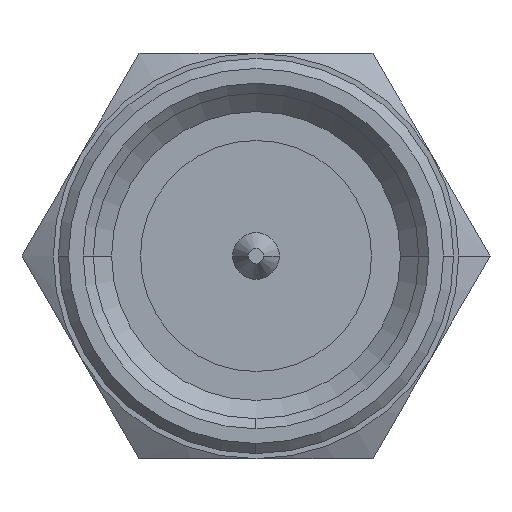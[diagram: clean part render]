
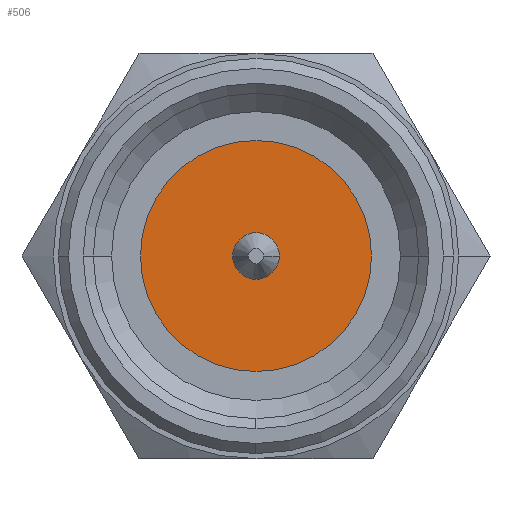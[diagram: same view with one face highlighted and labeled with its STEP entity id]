
A CAD part, left-side view. The second image highlights one B-rep face of the part: STEP entity #506.
In plain terms, the highlighted planar face has unit normal (-1, 0, 0).
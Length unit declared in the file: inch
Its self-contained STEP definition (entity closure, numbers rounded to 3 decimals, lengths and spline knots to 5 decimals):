
#2 = AXIS2_PLACEMENT_3D ( 'NONE', #263, #5471, #3281 ) ;
#263 = CARTESIAN_POINT ( 'NONE',  ( 0.12008, 0., 0. ) ) ;
#308 = DIRECTION ( 'NONE',  ( 0., -1., 0. ) ) ;
#374 = DIRECTION ( 'NONE',  ( -1., 0., 0. ) ) ;
#506 = ADVANCED_FACE ( 'NONE', ( #1075, #1208 ), #5800, .T. ) ;
#540 = ORIENTED_EDGE ( 'NONE', *, *, #618, .F. ) ;
#567 = DIRECTION ( 'NONE',  ( -1., 0., 0. ) ) ;
#618 = EDGE_CURVE ( 'NONE', #6118, #3680, #4587, .T. ) ;
#699 = CARTESIAN_POINT ( 'NONE',  ( 0.12008, -0.08976, 0. ) ) ;
#719 = ORIENTED_EDGE ( 'NONE', *, *, #5396, .F. ) ;
#990 = AXIS2_PLACEMENT_3D ( 'NONE', #6718, #2896, #2514 ) ;
#1075 = FACE_BOUND ( 'NONE', #3132, .T. ) ;
#1208 = FACE_OUTER_BOUND ( 'NONE', #3037, .T. ) ;
#1262 = CARTESIAN_POINT ( 'NONE',  ( 0.12008, 0., 0. ) ) ;
#1556 = CARTESIAN_POINT ( 'NONE',  ( 0.12008, 0.08976, 0. ) ) ;
#1588 = CARTESIAN_POINT ( 'NONE',  ( 0.12008, -0.01811, 0. ) ) ;
#1875 = CIRCLE ( 'NONE', #2425, 0.01811 ) ;
#2306 = DIRECTION ( 'NONE',  ( -1., 0., 0. ) ) ;
#2425 = AXIS2_PLACEMENT_3D ( 'NONE', #1262, #374, #2477 ) ;
#2477 = DIRECTION ( 'NONE',  ( 0., 1., 0. ) ) ;
#2514 = DIRECTION ( 'NONE',  ( 0., 1., 0. ) ) ;
#2728 = CARTESIAN_POINT ( 'NONE',  ( 0.12008, 0.01811, 0. ) ) ;
#2729 = VERTEX_POINT ( 'NONE', #2728 ) ;
#2789 = DIRECTION ( 'NONE',  ( 0., 0., 1. ) ) ;
#2896 = DIRECTION ( 'NONE',  ( 1., 0., 0. ) ) ;
#2919 = CARTESIAN_POINT ( 'NONE',  ( 0.12008, 0., 0. ) ) ;
#3023 = ORIENTED_EDGE ( 'NONE', *, *, #4760, .F. ) ;
#3037 = EDGE_LOOP ( 'NONE', ( #6372, #540 ) ) ;
#3132 = EDGE_LOOP ( 'NONE', ( #3023, #719 ) ) ;
#3265 = CARTESIAN_POINT ( 'NONE',  ( 0.12008, 0., 0. ) ) ;
#3281 = DIRECTION ( 'NONE',  ( 0., 1., 0. ) ) ;
#3680 = VERTEX_POINT ( 'NONE', #699 ) ;
#4046 = CIRCLE ( 'NONE', #4155, 0.01811 ) ;
#4155 = AXIS2_PLACEMENT_3D ( 'NONE', #2919, #2306, #308 ) ;
#4587 = CIRCLE ( 'NONE', #990, 0.08976 ) ;
#4699 = VERTEX_POINT ( 'NONE', #1588 ) ;
#4760 = EDGE_CURVE ( 'NONE', #4699, #2729, #4046, .T. ) ;
#5067 = EDGE_CURVE ( 'NONE', #6118, #3680, #6007, .T. ) ;
#5396 = EDGE_CURVE ( 'NONE', #2729, #4699, #1875, .T. ) ;
#5471 = DIRECTION ( 'NONE',  ( -1., 0., 0. ) ) ;
#5800 = PLANE ( 'NONE',  #6677 ) ;
#6007 = CIRCLE ( 'NONE', #2, 0.08976 ) ;
#6118 = VERTEX_POINT ( 'NONE', #1556 ) ;
#6372 = ORIENTED_EDGE ( 'NONE', *, *, #5067, .T. ) ;
#6677 = AXIS2_PLACEMENT_3D ( 'NONE', #3265, #567, #2789 ) ;
#6718 = CARTESIAN_POINT ( 'NONE',  ( 0.12008, 0., 0. ) ) ;
